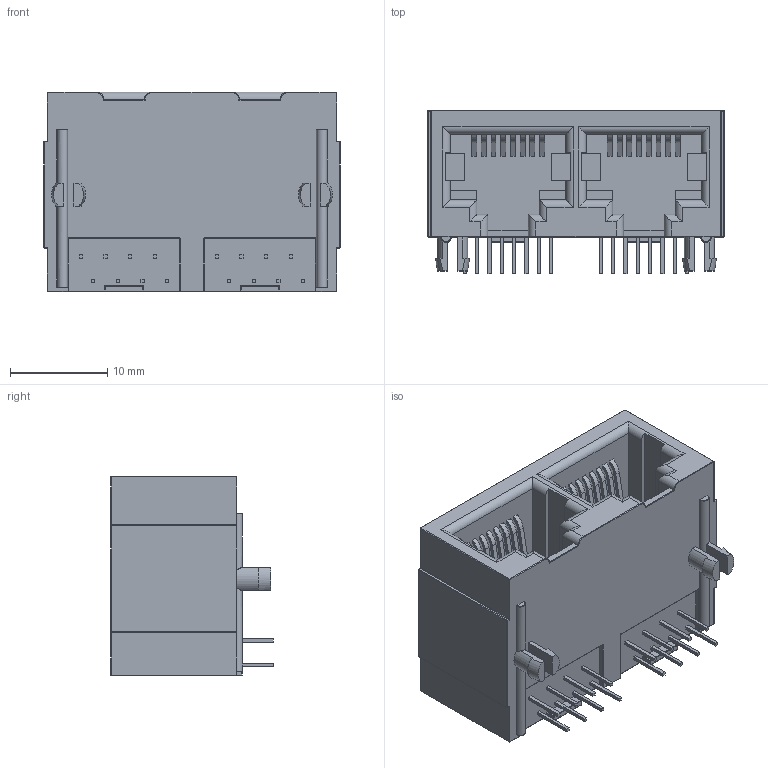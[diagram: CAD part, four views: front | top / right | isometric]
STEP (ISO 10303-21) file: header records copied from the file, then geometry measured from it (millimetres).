
FILE_DESCRIPTION (( 'STEP AP214' ), '1' );
FILE_NAME ('User Library-CONNECTOR, RJ-45, 8P8C, 2-PORT, MOD JACK, SIDE ENTRY, CAT 5E, RIA AJT40C8823.STEP', '2019-05-29T17:05:09', ( '' ), ( '' ), 'SwSTEP 2.0', 'SolidWorks 2019', '' );
FILE_SCHEMA (( 'AUTOMOTIVE_DESIGN' ));
Length unit declared in the file: millimetre
Products named in the file (1): User Library-CONNECTOR, RJ-45, 8P8C, 2-PORT, MOD JACK, SIDE ENTRY, CAT 5E, RIA AJT40C8823
Bounding box: 30.48 x 16.75 x 20.52 mm (x, y, z)
Volume: 5690.1 mm3; surface area: 4266.7 mm2
Topology: 1 solids, 1 shells, 446 faces, 1152 edges, 700 vertices
Faces by surface type: plane 258, cylinder 136, sphere 28, torus 20, bspline 4
Entity records: 15262 total; most frequent: CARTESIAN_POINT 2487, ORIENTED_EDGE 2248, DIRECTION 2226, EDGE_CURVE 1124, LINE 828, VECTOR 828, VERTEX_POINT 700, AXIS2_PLACEMENT_3D 699
